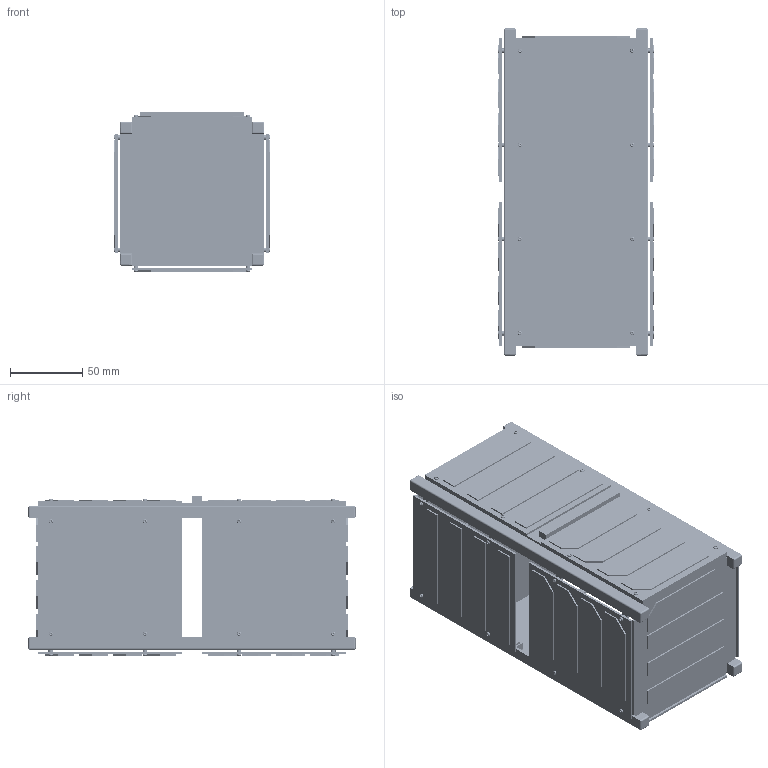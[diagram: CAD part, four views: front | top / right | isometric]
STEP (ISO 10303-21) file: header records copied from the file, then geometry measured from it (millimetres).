
FILE_DESCRIPTION (( 'STEP AP214' ), '1' );
FILE_NAME ('2U_CubeSat_v0.2.STEP', '2016-02-23T06:18:05', ( '' ), ( '' ), 'SwSTEP 2.0', 'SolidWorks 2015', '' );
FILE_SCHEMA (( 'AUTOMOTIVE_DESIGN' ));
Length unit declared in the file: millimetre
Products named in the file (8): Panhead_0-80_0.25(96710A116)_96710A116; Solar_Panel_1U_Z; Solar_Panel_1U; Comm_Board; Module_Placeholder_PCB; Cube_Rails; 2U_CubeSat_v0.2; Standoff_0-80_0.0625(92510A377)_92510A377
Assembly tree (80 placements, depth 2):
  2U_CubeSat_v0.2
    Cube_Rails  x4
    Module_Placeholder_PCB
    Comm_Board
    Solar_Panel_1U  x8
    Solar_Panel_1U_Z  x2
    Panhead_0-80_0.25(96710A116)_96710A116  x32
    Standoff_0-80_0.0625(92510A377)_92510A377  x32
Bounding box: 108.59 x 227 x 110.79 mm (x, y, z)
Volume: 284570.8 mm3; surface area: 292863.3 mm2
Topology: 80 solids, 80 shells, 6114 faces, 16668 edges, 10536 vertices
Faces by surface type: cylinder 3700, plane 1382, cone 768, torus 192, bspline 64, sphere 8
Entity records: 22860 total; most frequent: CARTESIAN_POINT 5788, ORIENTED_EDGE 3216, DIRECTION 3077, EDGE_CURVE 1608, VECTOR 1105, LINE 1105, VERTEX_POINT 1056, AXIS2_PLACEMENT_3D 986
